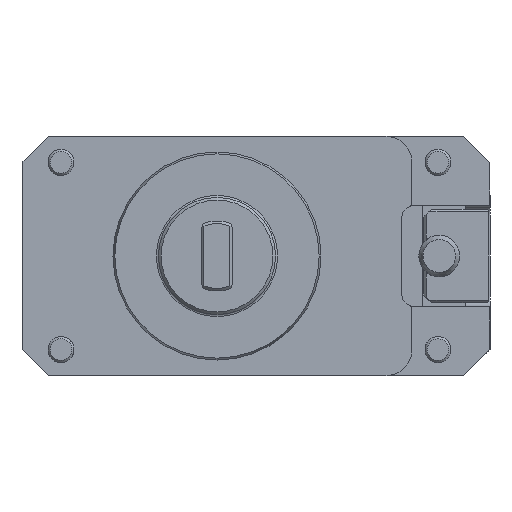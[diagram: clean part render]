
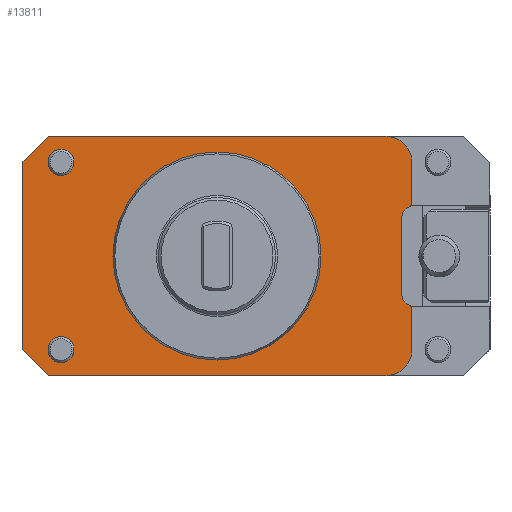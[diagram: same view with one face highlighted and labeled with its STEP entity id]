
A CAD part, front view. The second image highlights one B-rep face of the part: STEP entity #13811.
In plain terms, the highlighted planar face has unit normal (0, -1, 0).
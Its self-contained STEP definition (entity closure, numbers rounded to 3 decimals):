
#246 = CIRCLE ( 'NONE', #11927, 5. ) ;
#336 = LINE ( 'NONE', #18914, #2228 ) ;
#753 = LINE ( 'NONE', #5292, #22167 ) ;
#1058 = DIRECTION ( 'NONE',  ( 0., -1., 0. ) ) ;
#1327 = EDGE_LOOP ( 'NONE', ( #24853, #25930, #4119, #17312, #1612, #16222, #19358, #9631, #8805, #19606, #17802, #13699 ) ) ;
#1508 = CARTESIAN_POINT ( 'NONE',  ( 25., -100., -46. ) ) ;
#1612 = ORIENTED_EDGE ( 'NONE', *, *, #18858, .T. ) ;
#1653 = VECTOR ( 'NONE', #18720, 1000. ) ;
#1765 = VERTEX_POINT ( 'NONE', #29160 ) ;
#1912 = CARTESIAN_POINT ( 'NONE',  ( 35., -100., -46. ) ) ;
#1995 = LINE ( 'NONE', #24706, #3854 ) ;
#2228 = VECTOR ( 'NONE', #14511, 1000. ) ;
#2432 = VECTOR ( 'NONE', #22535, 1000. ) ;
#2972 = VERTEX_POINT ( 'NONE', #28919 ) ;
#3173 = EDGE_CURVE ( 'NONE', #27177, #27177, #6508, .T. ) ;
#3854 = VECTOR ( 'NONE', #17534, 1000. ) ;
#3895 = LINE ( 'NONE', #27128, #2432 ) ;
#3921 = VERTEX_POINT ( 'NONE', #23599 ) ;
#3986 = DIRECTION ( 'NONE',  ( 1., 0., 0. ) ) ;
#4119 = ORIENTED_EDGE ( 'NONE', *, *, #23109, .T. ) ;
#4142 = FACE_BOUND ( 'NONE', #19265, .T. ) ;
#4305 = CARTESIAN_POINT ( 'NONE',  ( -105., -100., -46. ) ) ;
#4749 = DIRECTION ( 'NONE',  ( 0., -1., 0. ) ) ;
#4856 = LINE ( 'NONE', #26097, #1653 ) ;
#4924 = EDGE_CURVE ( 'NONE', #15845, #16687, #336, .T. ) ;
#4962 = CARTESIAN_POINT ( 'NONE',  ( 31., -100., 14.5 ) ) ;
#5292 = CARTESIAN_POINT ( 'NONE',  ( -95.5, -100., 55.5 ) ) ;
#5340 = EDGE_CURVE ( 'NONE', #5344, #16687, #29070, .T. ) ;
#5344 = VERTEX_POINT ( 'NONE', #1508 ) ;
#5570 = CIRCLE ( 'NONE', #22666, 5. ) ;
#5794 = VECTOR ( 'NONE', #26492, 1000. ) ;
#6417 = PLANE ( 'NONE',  #25921 ) ;
#6508 = CIRCLE ( 'NONE', #24538, 39.8 ) ;
#6591 = CIRCLE ( 'NONE', #23183, 10. ) ;
#6680 = CARTESIAN_POINT ( 'NONE',  ( -0.2, -100., 0. ) ) ;
#6847 = VECTOR ( 'NONE', #27259, 1000. ) ;
#7113 = CARTESIAN_POINT ( 'NONE',  ( 36., -100., -14.5 ) ) ;
#7154 = EDGE_CURVE ( 'NONE', #21298, #26751, #1995, .T. ) ;
#7831 = CARTESIAN_POINT ( 'NONE',  ( -115., -100., -46. ) ) ;
#8805 = ORIENTED_EDGE ( 'NONE', *, *, #20975, .F. ) ;
#9134 = CARTESIAN_POINT ( 'NONE',  ( -95., -100., -36. ) ) ;
#9210 = VERTEX_POINT ( 'NONE', #19084 ) ;
#9498 = DIRECTION ( 'NONE',  ( 1., 0., 0. ) ) ;
#9631 = ORIENTED_EDGE ( 'NONE', *, *, #16311, .F. ) ;
#9856 = DIRECTION ( 'NONE',  ( 1., 0., 0. ) ) ;
#10233 = CARTESIAN_POINT ( 'NONE',  ( -95.5, -100., -55.5 ) ) ;
#10347 = DIRECTION ( 'NONE',  ( 1., 0., 0. ) ) ;
#10574 = CARTESIAN_POINT ( 'NONE',  ( -40., -100., 0. ) ) ;
#11172 = DIRECTION ( 'NONE',  ( 0., -1., 0. ) ) ;
#11877 = EDGE_LOOP ( 'NONE', ( #22234 ) ) ;
#11927 = AXIS2_PLACEMENT_3D ( 'NONE', #24232, #1058, #10347 ) ;
#12174 = ORIENTED_EDGE ( 'NONE', *, *, #3173, .F. ) ;
#12484 = DIRECTION ( 'NONE',  ( 0., -1., 0. ) ) ;
#12888 = CARTESIAN_POINT ( 'NONE',  ( 31., -100., -14.5 ) ) ;
#12982 = FACE_BOUND ( 'NONE', #13852, .T. ) ;
#13174 = VERTEX_POINT ( 'NONE', #4962 ) ;
#13495 = DIRECTION ( 'NONE',  ( 0., -1., 0. ) ) ;
#13699 = ORIENTED_EDGE ( 'NONE', *, *, #27504, .T. ) ;
#13811 = ADVANCED_FACE ( 'Defeature completata1_26', ( #12982, #27647, #29486, #4142 ), #6417, .T. ) ;
#13852 = EDGE_LOOP ( 'NONE', ( #19240 ) ) ;
#14030 = CARTESIAN_POINT ( 'NONE',  ( 35., -100., -19.399 ) ) ;
#14511 = DIRECTION ( 'NONE',  ( 0., 0., -1. ) ) ;
#14630 = CARTESIAN_POINT ( 'NONE',  ( 35., -100., -36. ) ) ;
#14762 = CARTESIAN_POINT ( 'NONE',  ( -100., -100., 36. ) ) ;
#15845 = VERTEX_POINT ( 'NONE', #14030 ) ;
#16060 = CARTESIAN_POINT ( 'NONE',  ( 25., -100., 36. ) ) ;
#16152 = VERTEX_POINT ( 'NONE', #23185 ) ;
#16222 = ORIENTED_EDGE ( 'NONE', *, *, #5340, .T. ) ;
#16311 = EDGE_CURVE ( 'NONE', #20398, #15845, #21575, .T. ) ;
#16652 = CIRCLE ( 'NONE', #25440, 5. ) ;
#16687 = VERTEX_POINT ( 'NONE', #14630 ) ;
#16721 = CARTESIAN_POINT ( 'NONE',  ( 25., -100., 46. ) ) ;
#17312 = ORIENTED_EDGE ( 'NONE', *, *, #20818, .T. ) ;
#17534 = DIRECTION ( 'NONE',  ( -1., 0., 0. ) ) ;
#17698 = LINE ( 'NONE', #10233, #26980 ) ;
#17802 = ORIENTED_EDGE ( 'NONE', *, *, #28350, .F. ) ;
#18645 = CARTESIAN_POINT ( 'NONE',  ( -105., -100., 46. ) ) ;
#18720 = DIRECTION ( 'NONE',  ( 0., 0., -1. ) ) ;
#18858 = EDGE_CURVE ( 'NONE', #26942, #5344, #3895, .T. ) ;
#18914 = CARTESIAN_POINT ( 'NONE',  ( 35., -100., -46. ) ) ;
#19084 = CARTESIAN_POINT ( 'NONE',  ( 35., -100., 36. ) ) ;
#19240 = ORIENTED_EDGE ( 'NONE', *, *, #25746, .F. ) ;
#19265 = EDGE_LOOP ( 'NONE', ( #12174 ) ) ;
#19358 = ORIENTED_EDGE ( 'NONE', *, *, #4924, .F. ) ;
#19606 = ORIENTED_EDGE ( 'NONE', *, *, #30082, .F. ) ;
#20292 = AXIS2_PLACEMENT_3D ( 'NONE', #20577, #22394, #27457 ) ;
#20398 = VERTEX_POINT ( 'NONE', #12888 ) ;
#20577 = CARTESIAN_POINT ( 'NONE',  ( 25., -100., -36. ) ) ;
#20736 = VERTEX_POINT ( 'NONE', #9134 ) ;
#20818 = EDGE_CURVE ( 'NONE', #2972, #26942, #17698, .T. ) ;
#20975 = EDGE_CURVE ( 'NONE', #13174, #20398, #4856, .T. ) ;
#21010 = DIRECTION ( 'NONE',  ( 0., -1., 0. ) ) ;
#21298 = VERTEX_POINT ( 'NONE', #16721 ) ;
#21575 = CIRCLE ( 'NONE', #23060, 5. ) ;
#22167 = VECTOR ( 'NONE', #24091, 1000. ) ;
#22234 = ORIENTED_EDGE ( 'NONE', *, *, #25609, .F. ) ;
#22394 = DIRECTION ( 'NONE',  ( 0., -1., 0. ) ) ;
#22535 = DIRECTION ( 'NONE',  ( 1., 0., 0. ) ) ;
#22666 = AXIS2_PLACEMENT_3D ( 'NONE', #14762, #12484, #26235 ) ;
#22902 = DIRECTION ( 'NONE',  ( 0., -1., 0. ) ) ;
#23060 = AXIS2_PLACEMENT_3D ( 'NONE', #7113, #21010, #9856 ) ;
#23109 = EDGE_CURVE ( 'NONE', #1765, #2972, #24034, .T. ) ;
#23183 = AXIS2_PLACEMENT_3D ( 'NONE', #16060, #4749, #23246 ) ;
#23185 = CARTESIAN_POINT ( 'NONE',  ( -95., -100., 36. ) ) ;
#23246 = DIRECTION ( 'NONE',  ( 1., 0., 0. ) ) ;
#23416 = CARTESIAN_POINT ( 'NONE',  ( 36., -100., 14.5 ) ) ;
#23599 = CARTESIAN_POINT ( 'NONE',  ( 35., -100., 19.399 ) ) ;
#24034 = LINE ( 'NONE', #7831, #5794 ) ;
#24091 = DIRECTION ( 'NONE',  ( -0.707, 0., -0.707 ) ) ;
#24232 = CARTESIAN_POINT ( 'NONE',  ( -100., -100., -36. ) ) ;
#24538 = AXIS2_PLACEMENT_3D ( 'NONE', #10574, #11172, #29204 ) ;
#24706 = CARTESIAN_POINT ( 'NONE',  ( -115., -100., 46. ) ) ;
#24853 = ORIENTED_EDGE ( 'NONE', *, *, #7154, .T. ) ;
#24898 = CARTESIAN_POINT ( 'NONE',  ( -40., -100., 0. ) ) ;
#25440 = AXIS2_PLACEMENT_3D ( 'NONE', #23416, #13495, #9498 ) ;
#25609 = EDGE_CURVE ( 'NONE', #16152, #16152, #5570, .T. ) ;
#25690 = EDGE_CURVE ( 'NONE', #26751, #1765, #753, .T. ) ;
#25746 = EDGE_CURVE ( 'NONE', #20736, #20736, #246, .T. ) ;
#25921 = AXIS2_PLACEMENT_3D ( 'NONE', #24898, #22902, #3986 ) ;
#25930 = ORIENTED_EDGE ( 'NONE', *, *, #25690, .T. ) ;
#26097 = CARTESIAN_POINT ( 'NONE',  ( 31., -100., -14.5 ) ) ;
#26235 = DIRECTION ( 'NONE',  ( 1., 0., 0. ) ) ;
#26492 = DIRECTION ( 'NONE',  ( 0., 0., -1. ) ) ;
#26580 = DIRECTION ( 'NONE',  ( 0.707, 0., -0.707 ) ) ;
#26751 = VERTEX_POINT ( 'NONE', #18645 ) ;
#26942 = VERTEX_POINT ( 'NONE', #4305 ) ;
#26980 = VECTOR ( 'NONE', #26580, 1000. ) ;
#27128 = CARTESIAN_POINT ( 'NONE',  ( -115., -100., -46. ) ) ;
#27177 = VERTEX_POINT ( 'NONE', #6680 ) ;
#27259 = DIRECTION ( 'NONE',  ( 0., 0., -1. ) ) ;
#27410 = LINE ( 'NONE', #1912, #6847 ) ;
#27457 = DIRECTION ( 'NONE',  ( 1., 0., 0. ) ) ;
#27504 = EDGE_CURVE ( 'NONE', #9210, #21298, #6591, .T. ) ;
#27647 = FACE_BOUND ( 'NONE', #11877, .T. ) ;
#28350 = EDGE_CURVE ( 'NONE', #9210, #3921, #27410, .T. ) ;
#28919 = CARTESIAN_POINT ( 'NONE',  ( -115., -100., -36. ) ) ;
#29070 = CIRCLE ( 'NONE', #20292, 10. ) ;
#29160 = CARTESIAN_POINT ( 'NONE',  ( -115., -100., 36. ) ) ;
#29204 = DIRECTION ( 'NONE',  ( 1., 0., 0. ) ) ;
#29486 = FACE_OUTER_BOUND ( 'NONE', #1327, .T. ) ;
#30082 = EDGE_CURVE ( 'NONE', #3921, #13174, #16652, .T. ) ;
